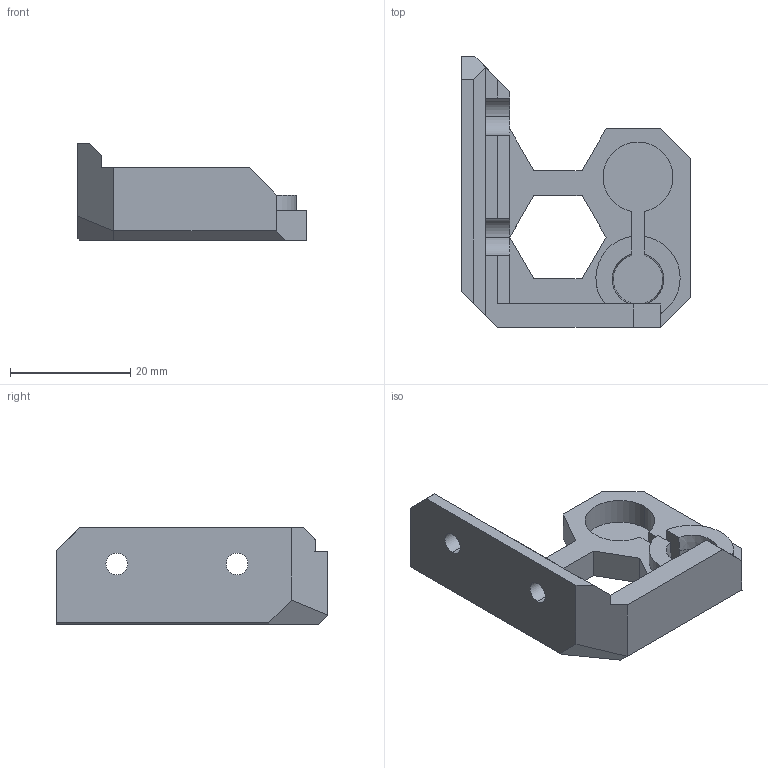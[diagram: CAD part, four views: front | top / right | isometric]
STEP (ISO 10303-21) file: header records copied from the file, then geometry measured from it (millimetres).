
FILE_DESCRIPTION (( 'STEP AP203' ), '1' );
FILE_NAME ('z-axis-top-right.STEP', '2017-12-07T00:29:03', ( '' ), ( '' ), 'SwSTEP 2.0', 'SolidWorks 2017', '' );
FILE_SCHEMA (( 'CONFIG_CONTROL_DESIGN' ));
Length unit declared in the file: millimetre
Products named in the file (1): z-axis-top-right
Bounding box: 38 x 45 x 16 mm (x, y, z)
Volume: 7658.8 mm3; surface area: 5492.6 mm2
Topology: 1 solids, 5 shells, 91 faces, 235 edges, 153 vertices
Faces by surface type: plane 71, cylinder 17, cone 3
Entity records: 2806 total; most frequent: CARTESIAN_POINT 511, ORIENTED_EDGE 470, DIRECTION 435, EDGE_CURVE 235, LINE 173, VECTOR 173, VERTEX_POINT 153, AXIS2_PLACEMENT_3D 131
